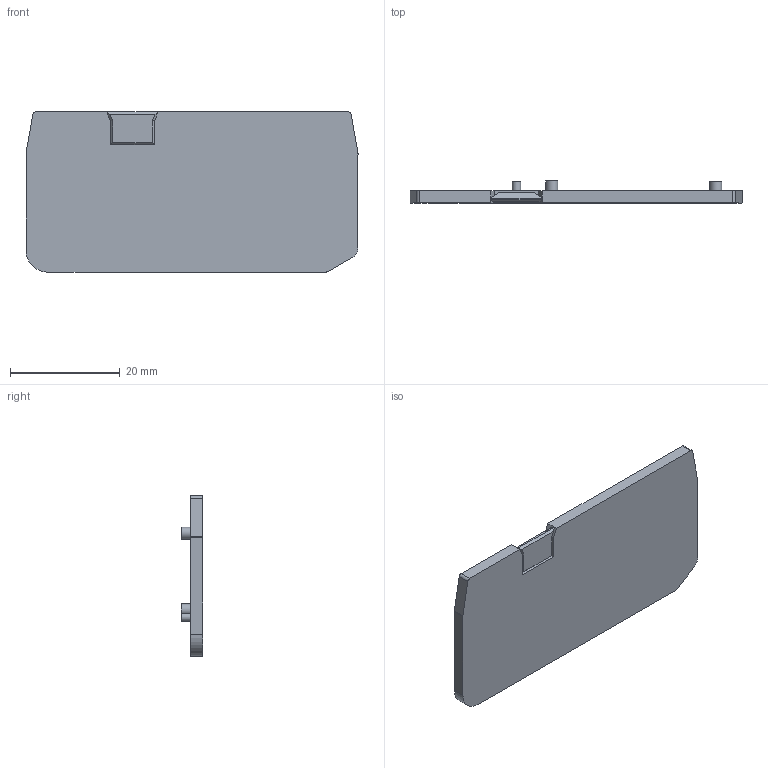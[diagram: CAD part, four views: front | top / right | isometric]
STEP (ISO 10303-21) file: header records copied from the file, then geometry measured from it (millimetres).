
FILE_DESCRIPTION( ( 'STEP AP203' ), '1' );
FILE_NAME( 'DD-PT2.5-3-D-M01 - 複製.stp', '2022-12-29T11:55:14', ( ' ' ), ( ' ' ), 'XStep 1.0', ' ', ' ' );
FILE_SCHEMA( ( 'CONFIG_CONTROL_DESIGN) ( )' ) );
Length unit declared in the file: metre
Products named in the file (1): 1
Bounding box: 60.5 x 4 x 29.2 mm (x, y, z)
Volume: 3812.6 mm3; surface area: 3935.4 mm2
Topology: 1 solids, 1 shells, 46 faces, 114 edges, 73 vertices
Faces by surface type: plane 36, cylinder 10
Full cylindrical faces by diameter (mm): 1.495 x1, 2.195 x2
Entity records: 1348 total; most frequent: CARTESIAN_POINT 225, DIRECTION 222, ORIENTED_EDGE 216, EDGE_CURVE 108, LINE 88, VECTOR 88, VERTEX_POINT 70, AXIS2_PLACEMENT_3D 67
